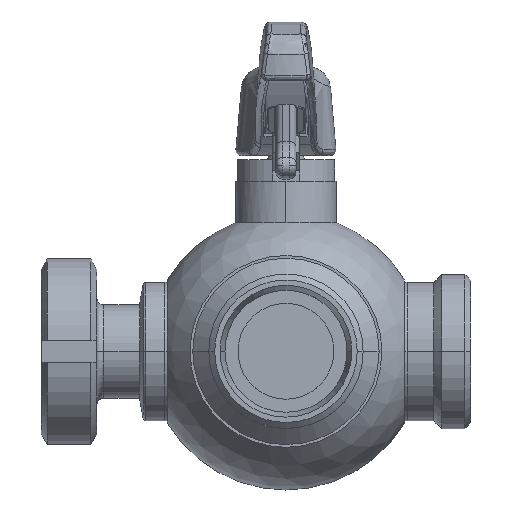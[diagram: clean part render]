
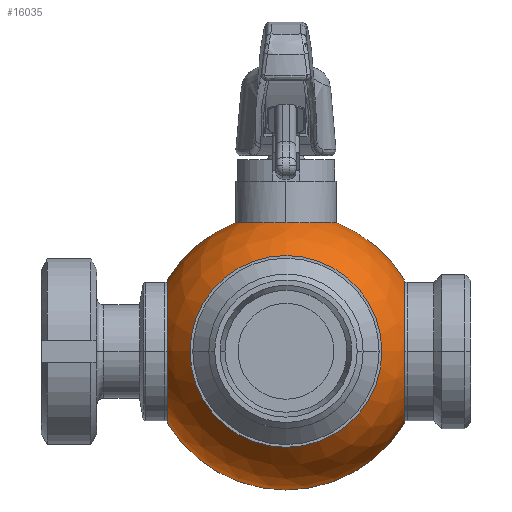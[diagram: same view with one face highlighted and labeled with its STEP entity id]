
A CAD part, top view. The second image highlights one B-rep face of the part: STEP entity #16035.
In plain terms, the highlighted spherical face has radius 52 mm.
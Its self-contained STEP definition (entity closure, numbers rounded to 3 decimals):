
#979 = SPHERICAL_SURFACE ( 'NONE', #2829, 52. ) ;
#983 = CARTESIAN_POINT ( 'NONE',  ( -44.5, -26.903, 0. ) ) ;
#1138 = EDGE_CURVE ( 'NONE', #16823, #14160, #16752, .T. ) ;
#2059 = VERTEX_POINT ( 'NONE', #16763 ) ;
#2829 = AXIS2_PLACEMENT_3D ( 'NONE', #12205, #12262, #12294 ) ;
#3024 = ORIENTED_EDGE ( 'NONE', *, *, #4759, .F. ) ;
#3913 = DIRECTION ( 'NONE',  ( 0., 0., 1. ) ) ;
#4716 = VERTEX_POINT ( 'NONE', #9523 ) ;
#4759 = EDGE_CURVE ( 'NONE', #9405, #9124, #14195, .T. ) ;
#4997 = CIRCLE ( 'NONE', #13612, 36.024 ) ;
#5130 = DIRECTION ( 'NONE',  ( 0., 0., 1. ) ) ;
#5149 = EDGE_LOOP ( 'NONE', ( #9342, #9322, #11301, #11283, #9857, #11857, #9972 ) ) ;
#5212 = CARTESIAN_POINT ( 'NONE',  ( -44.5, 0., 0. ) ) ;
#5429 = AXIS2_PLACEMENT_3D ( 'NONE', #5875, #5907, #5839 ) ;
#5446 = EDGE_CURVE ( 'NONE', #11373, #4716, #12161, .T. ) ;
#5589 = AXIS2_PLACEMENT_3D ( 'NONE', #9416, #9458, #9474 ) ;
#5805 = CIRCLE ( 'NONE', #14364, 26.903 ) ;
#5839 = DIRECTION ( 'NONE',  ( 0., 0., -1. ) ) ;
#5875 = CARTESIAN_POINT ( 'NONE',  ( 0., 48.405, 0. ) ) ;
#5907 = DIRECTION ( 'NONE',  ( 0., -1., 0. ) ) ;
#6070 = CIRCLE ( 'NONE', #14181, 19. ) ;
#6137 = CARTESIAN_POINT ( 'NONE',  ( 44.5, 0., 0. ) ) ;
#6155 = DIRECTION ( 'NONE',  ( -1., 0., 0. ) ) ;
#6158 = DIRECTION ( 'NONE',  ( 0., 0., 1. ) ) ;
#6240 = AXIS2_PLACEMENT_3D ( 'NONE', #6137, #6155, #6158 ) ;
#6563 = EDGE_CURVE ( 'NONE', #6683, #4716, #5805, .T. ) ;
#6644 = EDGE_CURVE ( 'NONE', #9124, #9405, #4997, .T. ) ;
#6683 = VERTEX_POINT ( 'NONE', #983 ) ;
#6753 = CIRCLE ( 'NONE', #5429, 19. ) ;
#6813 = EDGE_CURVE ( 'NONE', #2059, #6683, #8415, .T. ) ;
#7087 = DIRECTION ( 'NONE',  ( -1., 0., 0. ) ) ;
#7114 = CARTESIAN_POINT ( 'NONE',  ( 19., 48.405, 0. ) ) ;
#7720 = CARTESIAN_POINT ( 'NONE',  ( 36.024, 0., 37.5 ) ) ;
#7954 = EDGE_CURVE ( 'NONE', #2059, #16823, #11222, .T. ) ;
#8404 = CARTESIAN_POINT ( 'NONE',  ( 0., 0., 37.5 ) ) ;
#8415 = CIRCLE ( 'NONE', #16113, 52. ) ;
#8462 = ORIENTED_EDGE ( 'NONE', *, *, #6644, .F. ) ;
#9124 = VERTEX_POINT ( 'NONE', #13176 ) ;
#9322 = ORIENTED_EDGE ( 'NONE', *, *, #7954, .T. ) ;
#9342 = ORIENTED_EDGE ( 'NONE', *, *, #6813, .F. ) ;
#9344 = EDGE_LOOP ( 'NONE', ( #3024, #8462 ) ) ;
#9405 = VERTEX_POINT ( 'NONE', #7720 ) ;
#9416 = CARTESIAN_POINT ( 'NONE',  ( 0., 0., 0. ) ) ;
#9458 = DIRECTION ( 'NONE',  ( 0., 0., 1. ) ) ;
#9474 = DIRECTION ( 'NONE',  ( 1., 0., 0. ) ) ;
#9523 = CARTESIAN_POINT ( 'NONE',  ( -44.5, 26.903, 0. ) ) ;
#9857 = ORIENTED_EDGE ( 'NONE', *, *, #13562, .T. ) ;
#9972 = ORIENTED_EDGE ( 'NONE', *, *, #6563, .F. ) ;
#10464 = DIRECTION ( 'NONE',  ( 1., 0., 0. ) ) ;
#10650 = CARTESIAN_POINT ( 'NONE',  ( 0., 0., 37.5 ) ) ;
#10704 = DIRECTION ( 'NONE',  ( 0., 0., 1. ) ) ;
#10708 = DIRECTION ( 'NONE',  ( 1., 0., 0. ) ) ;
#10860 = CARTESIAN_POINT ( 'NONE',  ( 0., 48.405, 19. ) ) ;
#11222 = CIRCLE ( 'NONE', #6240, 26.903 ) ;
#11283 = ORIENTED_EDGE ( 'NONE', *, *, #15659, .T. ) ;
#11301 = ORIENTED_EDGE ( 'NONE', *, *, #1138, .T. ) ;
#11373 = VERTEX_POINT ( 'NONE', #14098 ) ;
#11857 = ORIENTED_EDGE ( 'NONE', *, *, #5446, .T. ) ;
#12161 = CIRCLE ( 'NONE', #12736, 52. ) ;
#12205 = CARTESIAN_POINT ( 'NONE',  ( 0., 0., 0. ) ) ;
#12262 = DIRECTION ( 'NONE',  ( 0., 0., -1. ) ) ;
#12294 = DIRECTION ( 'NONE',  ( 0., 1., 0. ) ) ;
#12587 = DIRECTION ( 'NONE',  ( 0., 1., 0. ) ) ;
#12641 = DIRECTION ( 'NONE',  ( 0., 0., -1. ) ) ;
#12644 = AXIS2_PLACEMENT_3D ( 'NONE', #10650, #10704, #10708 ) ;
#12665 = DIRECTION ( 'NONE',  ( 0., -1., 0. ) ) ;
#12668 = CARTESIAN_POINT ( 'NONE',  ( 0., 48.405, 0. ) ) ;
#12736 = AXIS2_PLACEMENT_3D ( 'NONE', #16659, #16855, #16832 ) ;
#13176 = CARTESIAN_POINT ( 'NONE',  ( -36.024, 0., 37.5 ) ) ;
#13562 = EDGE_CURVE ( 'NONE', #16575, #11373, #6070, .T. ) ;
#13612 = AXIS2_PLACEMENT_3D ( 'NONE', #8404, #5130, #10464 ) ;
#14098 = CARTESIAN_POINT ( 'NONE',  ( -19., 48.405, 0. ) ) ;
#14160 = VERTEX_POINT ( 'NONE', #7114 ) ;
#14181 = AXIS2_PLACEMENT_3D ( 'NONE', #12668, #12665, #12641 ) ;
#14195 = CIRCLE ( 'NONE', #12644, 36.024 ) ;
#14364 = AXIS2_PLACEMENT_3D ( 'NONE', #5212, #7087, #3913 ) ;
#14452 = CARTESIAN_POINT ( 'NONE',  ( 44.5, 26.903, 0. ) ) ;
#14602 = DIRECTION ( 'NONE',  ( 0., 0., -1. ) ) ;
#14656 = CARTESIAN_POINT ( 'NONE',  ( 0., 0., 0. ) ) ;
#15659 = EDGE_CURVE ( 'NONE', #14160, #16575, #6753, .T. ) ;
#16035 = ADVANCED_FACE ( 'NONE', ( #16712, #16868 ), #979, .T. ) ;
#16113 = AXIS2_PLACEMENT_3D ( 'NONE', #14656, #14602, #12587 ) ;
#16575 = VERTEX_POINT ( 'NONE', #10860 ) ;
#16659 = CARTESIAN_POINT ( 'NONE',  ( 0., 0., 0. ) ) ;
#16712 = FACE_OUTER_BOUND ( 'NONE', #5149, .T. ) ;
#16752 = CIRCLE ( 'NONE', #5589, 52. ) ;
#16763 = CARTESIAN_POINT ( 'NONE',  ( 44.5, -26.903, 0. ) ) ;
#16823 = VERTEX_POINT ( 'NONE', #14452 ) ;
#16832 = DIRECTION ( 'NONE',  ( 1., 0., 0. ) ) ;
#16855 = DIRECTION ( 'NONE',  ( 0., 0., 1. ) ) ;
#16868 = FACE_BOUND ( 'NONE', #9344, .T. ) ;
